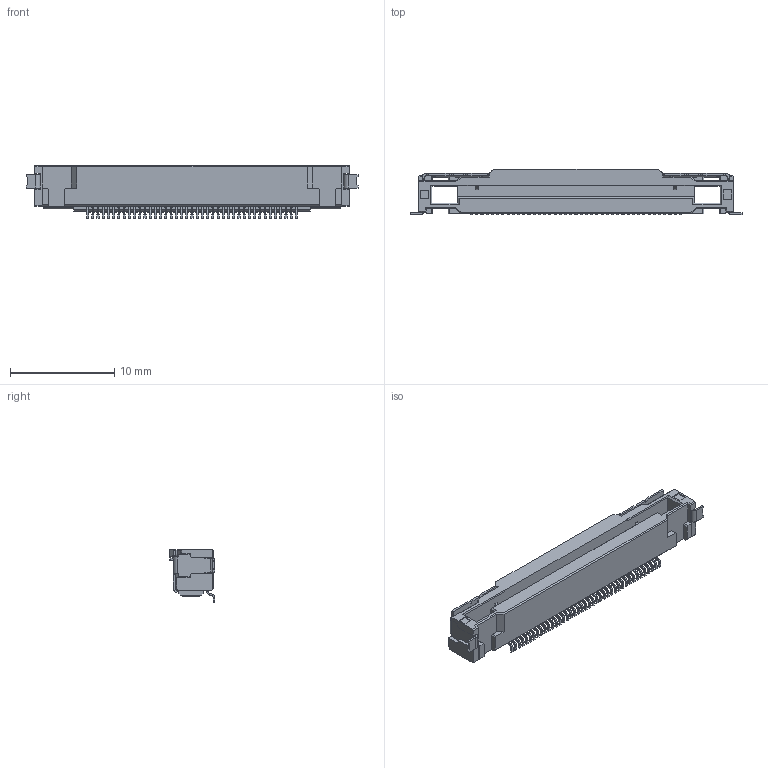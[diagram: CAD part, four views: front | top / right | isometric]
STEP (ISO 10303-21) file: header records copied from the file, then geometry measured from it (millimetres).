
FILE_DESCRIPTION (( 'STEP AP203' ), '1' );
FILE_NAME ('HF507S-41-03.STEP', '2017-03-07T00:02:26', ( 'admin' ), ( '' ), 'SwSTEP 2.0', 'SolidWorks 2014', '' );
FILE_SCHEMA (( 'CONFIG_CONTROL_DESIGN' ));
Products named in the file (1): HF507S-41-03
Bounding box: 31.8 x 4.35 x 5.05 mm (x, y, z)
Volume: 354.7 mm3; surface area: 943.3 mm2
Topology: 1 solids, 1 shells, 2081 faces, 5542 edges, 3592 vertices
Faces by surface type: plane 1338, cylinder 468, bspline 275
Entity records: 69487 total; most frequent: CARTESIAN_POINT 19135, ORIENTED_EDGE 11084, DIRECTION 9672, EDGE_CURVE 5542, VECTOR 3806, LINE 3806, VERTEX_POINT 3592, AXIS2_PLACEMENT_3D 2933
